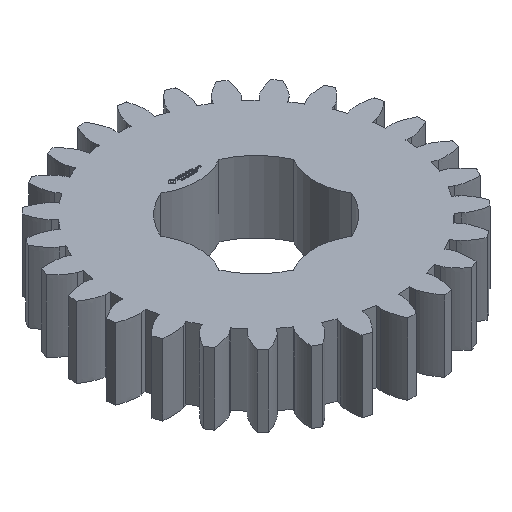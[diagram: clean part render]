
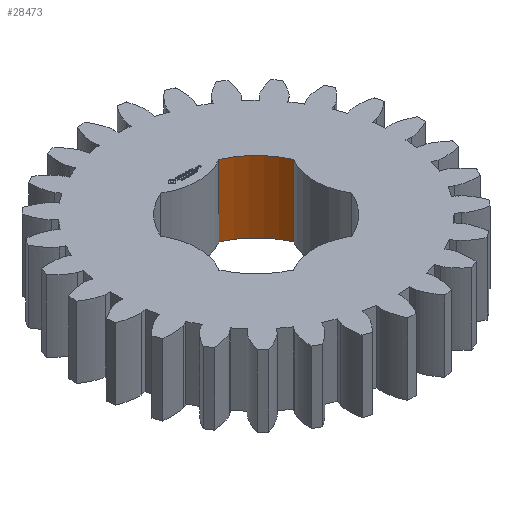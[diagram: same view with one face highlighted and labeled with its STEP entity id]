
A CAD part, isometric view. The second image highlights one B-rep face of the part: STEP entity #28473.
In plain terms, the highlighted cylindrical face has radius 6.35 mm (diameter 12.7 mm), a partial arc.
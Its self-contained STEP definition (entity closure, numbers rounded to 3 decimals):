
#93 = PLANE('',#94);
#94 = AXIS2_PLACEMENT_3D('',#95,#96,#97);
#95 = CARTESIAN_POINT('',(0.,0.,6.25));
#96 = DIRECTION('',(0.,0.,1.));
#97 = DIRECTION('',(1.,0.,0.));
#168 = PLANE('',#169);
#169 = AXIS2_PLACEMENT_3D('',#170,#171,#172);
#170 = CARTESIAN_POINT('',(0.,0.,0.));
#171 = DIRECTION('',(0.,0.,1.));
#172 = DIRECTION('',(1.,0.,0.));
#7928 = VERTEX_POINT('',#7929);
#7929 = CARTESIAN_POINT('',(2.55,5.816,0.));
#7944 = CYLINDRICAL_SURFACE('',#7945,4.9);
#7945 = AXIS2_PLACEMENT_3D('',#7946,#7947,#7948);
#7946 = CARTESIAN_POINT('',(0.,10.,0.));
#7947 = DIRECTION('',(0.,-0.,-1.));
#7948 = DIRECTION('',(0.707,0.707,0.));
#7956 = EDGE_CURVE('',#7957,#7928,#7959,.T.);
#7957 = VERTEX_POINT('',#7958);
#7958 = CARTESIAN_POINT('',(5.816,2.55,0.));
#7959 = SURFACE_CURVE('',#7960,(#7965,#7972),.PCURVE_S1.);
#7960 = CIRCLE('',#7961,6.35);
#7961 = AXIS2_PLACEMENT_3D('',#7962,#7963,#7964);
#7962 = CARTESIAN_POINT('',(0.,0.,0.));
#7963 = DIRECTION('',(0.,-0.,1.));
#7964 = DIRECTION('',(0.707,0.707,0.));
#7965 = PCURVE('',#168,#7966);
#7966 = DEFINITIONAL_REPRESENTATION('',(#7967),#7971);
#7967 = CIRCLE('',#7968,6.35);
#7968 = AXIS2_PLACEMENT_2D('',#7969,#7970);
#7969 = CARTESIAN_POINT('',(0.,0.));
#7970 = DIRECTION('',(0.707,0.707));
#7971 = ( GEOMETRIC_REPRESENTATION_CONTEXT(2) 
PARAMETRIC_REPRESENTATION_CONTEXT() REPRESENTATION_CONTEXT('2D SPACE',''
  ) );
#7972 = PCURVE('',#7973,#7978);
#7973 = CYLINDRICAL_SURFACE('',#7974,6.35);
#7974 = AXIS2_PLACEMENT_3D('',#7975,#7976,#7977);
#7975 = CARTESIAN_POINT('',(0.,0.,0.));
#7976 = DIRECTION('',(0.,-0.,-1.));
#7977 = DIRECTION('',(0.707,0.707,0.));
#7978 = DEFINITIONAL_REPRESENTATION('',(#7979),#7983);
#7979 = LINE('',#7980,#7981);
#7980 = CARTESIAN_POINT('',(-0.,0.));
#7981 = VECTOR('',#7982,1.);
#7982 = DIRECTION('',(-1.,0.));
#7983 = ( GEOMETRIC_REPRESENTATION_CONTEXT(2) 
PARAMETRIC_REPRESENTATION_CONTEXT() REPRESENTATION_CONTEXT('2D SPACE',''
  ) );
#8002 = CYLINDRICAL_SURFACE('',#8003,4.9);
#8003 = AXIS2_PLACEMENT_3D('',#8004,#8005,#8006);
#8004 = CARTESIAN_POINT('',(10.,0.,0.));
#8005 = DIRECTION('',(0.,-0.,-1.));
#8006 = DIRECTION('',(0.707,0.707,0.));
#13586 = VERTEX_POINT('',#13587);
#13587 = CARTESIAN_POINT('',(2.55,5.816,6.25));
#13609 = EDGE_CURVE('',#13610,#13586,#13612,.T.);
#13610 = VERTEX_POINT('',#13611);
#13611 = CARTESIAN_POINT('',(5.816,2.55,6.25));
#13612 = SURFACE_CURVE('',#13613,(#13618,#13625),.PCURVE_S1.);
#13613 = CIRCLE('',#13614,6.35);
#13614 = AXIS2_PLACEMENT_3D('',#13615,#13616,#13617);
#13615 = CARTESIAN_POINT('',(0.,0.,6.25)
  );
#13616 = DIRECTION('',(0.,-0.,1.));
#13617 = DIRECTION('',(0.707,0.707,0.));
#13618 = PCURVE('',#93,#13619);
#13619 = DEFINITIONAL_REPRESENTATION('',(#13620),#13624);
#13620 = CIRCLE('',#13621,6.35);
#13621 = AXIS2_PLACEMENT_2D('',#13622,#13623);
#13622 = CARTESIAN_POINT('',(0.,0.));
#13623 = DIRECTION('',(0.707,0.707));
#13624 = ( GEOMETRIC_REPRESENTATION_CONTEXT(2) 
PARAMETRIC_REPRESENTATION_CONTEXT() REPRESENTATION_CONTEXT('2D SPACE',''
  ) );
#13625 = PCURVE('',#7973,#13626);
#13626 = DEFINITIONAL_REPRESENTATION('',(#13627),#13631);
#13627 = LINE('',#13628,#13629);
#13628 = CARTESIAN_POINT('',(-0.,-6.25));
#13629 = VECTOR('',#13630,1.);
#13630 = DIRECTION('',(-1.,0.));
#13631 = ( GEOMETRIC_REPRESENTATION_CONTEXT(2) 
PARAMETRIC_REPRESENTATION_CONTEXT() REPRESENTATION_CONTEXT('2D SPACE',''
  ) );
#28450 = EDGE_CURVE('',#7957,#13610,#28451,.T.);
#28451 = SURFACE_CURVE('',#28452,(#28456,#28463),.PCURVE_S1.);
#28452 = LINE('',#28453,#28454);
#28453 = CARTESIAN_POINT('',(5.816,2.55,0.));
#28454 = VECTOR('',#28455,1.);
#28455 = DIRECTION('',(0.,0.,1.));
#28456 = PCURVE('',#8002,#28457);
#28457 = DEFINITIONAL_REPRESENTATION('',(#28458),#28462);
#28458 = LINE('',#28459,#28460);
#28459 = CARTESIAN_POINT('',(-1.809,0.));
#28460 = VECTOR('',#28461,1.);
#28461 = DIRECTION('',(-0.,-1.));
#28462 = ( GEOMETRIC_REPRESENTATION_CONTEXT(2) 
PARAMETRIC_REPRESENTATION_CONTEXT() REPRESENTATION_CONTEXT('2D SPACE',''
  ) );
#28463 = PCURVE('',#7973,#28464);
#28464 = DEFINITIONAL_REPRESENTATION('',(#28465),#28469);
#28465 = LINE('',#28466,#28467);
#28466 = CARTESIAN_POINT('',(-5.911,0.));
#28467 = VECTOR('',#28468,1.);
#28468 = DIRECTION('',(-0.,-1.));
#28469 = ( GEOMETRIC_REPRESENTATION_CONTEXT(2) 
PARAMETRIC_REPRESENTATION_CONTEXT() REPRESENTATION_CONTEXT('2D SPACE',''
  ) );
#28473 = ADVANCED_FACE('',(#28474),#7973,.F.);
#28474 = FACE_BOUND('',#28475,.T.);
#28475 = EDGE_LOOP('',(#28476,#28477,#28478,#28499));
#28476 = ORIENTED_EDGE('',*,*,#28450,.T.);
#28477 = ORIENTED_EDGE('',*,*,#13609,.T.);
#28478 = ORIENTED_EDGE('',*,*,#28479,.F.);
#28479 = EDGE_CURVE('',#7928,#13586,#28480,.T.);
#28480 = SURFACE_CURVE('',#28481,(#28485,#28492),.PCURVE_S1.);
#28481 = LINE('',#28482,#28483);
#28482 = CARTESIAN_POINT('',(2.55,5.816,0.));
#28483 = VECTOR('',#28484,1.);
#28484 = DIRECTION('',(0.,0.,1.));
#28485 = PCURVE('',#7973,#28486);
#28486 = DEFINITIONAL_REPRESENTATION('',(#28487),#28491);
#28487 = LINE('',#28488,#28489);
#28488 = CARTESIAN_POINT('',(-6.655,0.));
#28489 = VECTOR('',#28490,1.);
#28490 = DIRECTION('',(-0.,-1.));
#28491 = ( GEOMETRIC_REPRESENTATION_CONTEXT(2) 
PARAMETRIC_REPRESENTATION_CONTEXT() REPRESENTATION_CONTEXT('2D SPACE',''
  ) );
#28492 = PCURVE('',#7944,#28493);
#28493 = DEFINITIONAL_REPRESENTATION('',(#28494),#28498);
#28494 = LINE('',#28495,#28496);
#28495 = CARTESIAN_POINT('',(-4.474,0.));
#28496 = VECTOR('',#28497,1.);
#28497 = DIRECTION('',(-0.,-1.));
#28498 = ( GEOMETRIC_REPRESENTATION_CONTEXT(2) 
PARAMETRIC_REPRESENTATION_CONTEXT() REPRESENTATION_CONTEXT('2D SPACE',''
  ) );
#28499 = ORIENTED_EDGE('',*,*,#7956,.F.);
